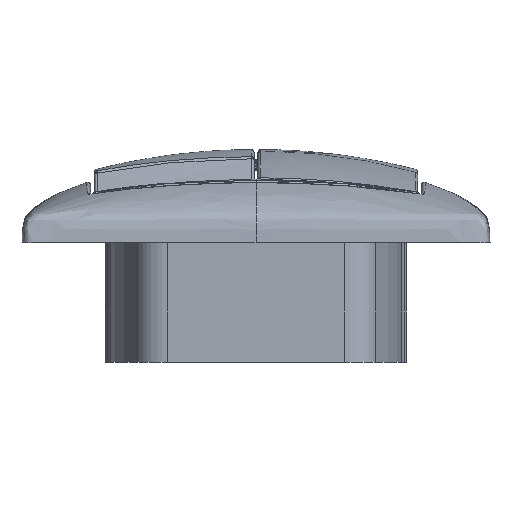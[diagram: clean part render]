
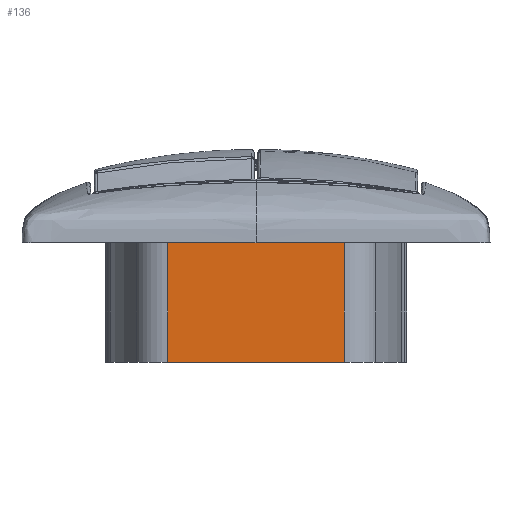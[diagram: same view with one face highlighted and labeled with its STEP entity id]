
A CAD part, front view. The second image highlights one B-rep face of the part: STEP entity #136.
In plain terms, the highlighted planar face has unit normal (0, -1, 0).
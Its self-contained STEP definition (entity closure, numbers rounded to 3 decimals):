
#136=ADVANCED_FACE('',(#8625),#8627,.F.);
#8625=FACE_BOUND('',#8626,.T.);
#8626=EDGE_LOOP('',(#30201,#30202,#30203,#30204));
#8627=PLANE('',#8628);
#8628=AXIS2_PLACEMENT_3D('',#8629,#8630,#8631);
#8629=CARTESIAN_POINT('',(-15.481,-25.7,-5.5));
#8630=DIRECTION('',(0.,1.,0.));
#8631=DIRECTION('',(1.,0.,0.));
#30201=ORIENTED_EDGE('',*,*,#42752,.T.);
#30202=ORIENTED_EDGE('',*,*,#42748,.T.);
#30203=ORIENTED_EDGE('',*,*,#42753,.F.);
#30204=ORIENTED_EDGE('',*,*,#42754,.F.);
#42748=EDGE_CURVE('',#46256,#46258,#46260,.T.);
#42752=EDGE_CURVE('',#46266,#46256,#46267,.T.);
#42753=EDGE_CURVE('',#46268,#46258,#46269,.T.);
#42754=EDGE_CURVE('',#46266,#46268,#46270,.T.);
#46256=VERTEX_POINT('',#51028);
#46258=VERTEX_POINT('',#51033);
#46260=LINE('',#51038,#51039);
#46266=VERTEX_POINT('',#51052);
#46267=LINE('',#51053,#51054);
#46268=VERTEX_POINT('',#51056);
#46269=LINE('',#51057,#51058);
#46270=LINE('',#51060,#51061);
#51028=CARTESIAN_POINT('',(-15.481,-25.7,-6.));
#51033=CARTESIAN_POINT('',(-15.481,-25.7,-27.));
#51038=CARTESIAN_POINT('',(-15.481,-25.7,-6.));
#51039=VECTOR('',#51040,1.);
#51040=DIRECTION('',(0.,0.,-1.));
#51052=CARTESIAN_POINT('',(15.481,-25.7,-6.));
#51053=CARTESIAN_POINT('',(15.481,-25.7,-6.));
#51054=VECTOR('',#51055,1.);
#51055=DIRECTION('',(-1.,0.,0.));
#51056=CARTESIAN_POINT('',(15.481,-25.7,-27.));
#51057=CARTESIAN_POINT('',(15.481,-25.7,-27.));
#51058=VECTOR('',#51059,1.);
#51059=DIRECTION('',(-1.,0.,0.));
#51060=CARTESIAN_POINT('',(15.481,-25.7,-6.));
#51061=VECTOR('',#51062,1.);
#51062=DIRECTION('',(0.,0.,-1.));
